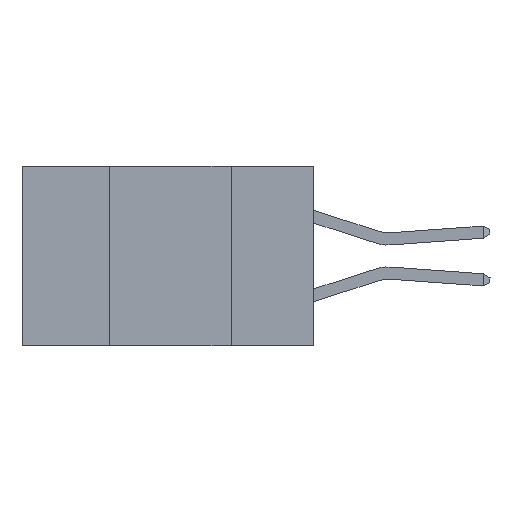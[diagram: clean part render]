
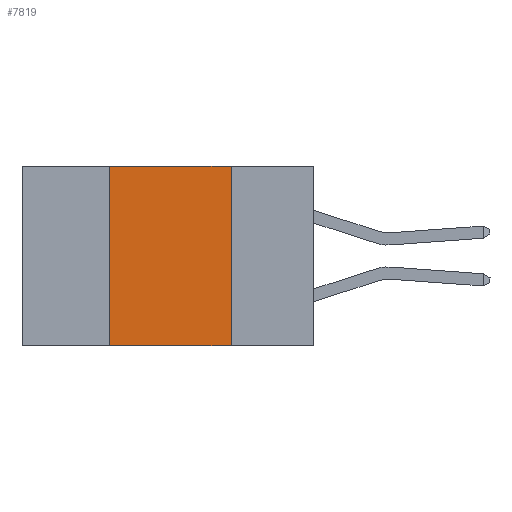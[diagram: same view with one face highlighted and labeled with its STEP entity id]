
A CAD part, left-side view. The second image highlights one B-rep face of the part: STEP entity #7819.
In plain terms, the highlighted planar face has unit normal (-1, 0, 0).
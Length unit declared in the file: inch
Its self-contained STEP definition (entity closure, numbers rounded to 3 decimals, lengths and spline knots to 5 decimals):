
#114 = AXIS2_PLACEMENT_3D ( 'NONE', #1779, #1814, #8287 ) ;
#226 = LINE ( 'NONE', #5601, #4192 ) ;
#342 = CARTESIAN_POINT ( 'NONE',  ( 0., 0.17, 0. ) ) ;
#754 = CARTESIAN_POINT ( 'NONE',  ( 0., 0.17, -0.37 ) ) ;
#1148 = DIRECTION ( 'NONE',  ( 0., 0., -1. ) ) ;
#1203 = CARTESIAN_POINT ( 'NONE',  ( 0., 0.6, -0.37 ) ) ;
#1214 = FACE_OUTER_BOUND ( 'NONE', #9367, .T. ) ;
#1263 = ORIENTED_EDGE ( 'NONE', *, *, #3248, .T. ) ;
#1486 = ORIENTED_EDGE ( 'NONE', *, *, #3558, .F. ) ;
#1676 = VERTEX_POINT ( 'NONE', #6063 ) ;
#1741 = PLANE ( 'NONE',  #114 ) ;
#1779 = CARTESIAN_POINT ( 'NONE',  ( 0., 0.6, 0. ) ) ;
#1814 = DIRECTION ( 'NONE',  ( 1., 0., 0. ) ) ;
#2480 = CARTESIAN_POINT ( 'NONE',  ( 0., 0.17, 0. ) ) ;
#2485 = DIRECTION ( 'NONE',  ( 0., 0., 1. ) ) ;
#2748 = CARTESIAN_POINT ( 'NONE',  ( 0., 0.42, -0.37 ) ) ;
#3211 = LINE ( 'NONE', #1203, #7166 ) ;
#3248 = EDGE_CURVE ( 'NONE', #7261, #8112, #3211, .T. ) ;
#3418 = ORIENTED_EDGE ( 'NONE', *, *, #9029, .F. ) ;
#3558 = EDGE_CURVE ( 'NONE', #1676, #4880, #226, .T. ) ;
#3572 = VECTOR ( 'NONE', #1148, 39.37008 ) ;
#3732 = EDGE_CURVE ( 'NONE', #4880, #8112, #5297, .T. ) ;
#4192 = VECTOR ( 'NONE', #10258, 39.37008 ) ;
#4880 = VERTEX_POINT ( 'NONE', #2480 ) ;
#5043 = LINE ( 'NONE', #7228, #5397 ) ;
#5297 = LINE ( 'NONE', #342, #3572 ) ;
#5397 = VECTOR ( 'NONE', #2485, 39.37008 ) ;
#5601 = CARTESIAN_POINT ( 'NONE',  ( 0., 0.6, 0. ) ) ;
#6063 = CARTESIAN_POINT ( 'NONE',  ( 0., 0.42, 0. ) ) ;
#6277 = ORIENTED_EDGE ( 'NONE', *, *, #3732, .F. ) ;
#7166 = VECTOR ( 'NONE', #9944, 39.37008 ) ;
#7228 = CARTESIAN_POINT ( 'NONE',  ( 0., 0.42, 0. ) ) ;
#7261 = VERTEX_POINT ( 'NONE', #2748 ) ;
#7819 = ADVANCED_FACE ( 'NONE', ( #1214 ), #1741, .F. ) ;
#8112 = VERTEX_POINT ( 'NONE', #754 ) ;
#8287 = DIRECTION ( 'NONE',  ( 0., 0., -1. ) ) ;
#9029 = EDGE_CURVE ( 'NONE', #7261, #1676, #5043, .T. ) ;
#9367 = EDGE_LOOP ( 'NONE', ( #6277, #1486, #3418, #1263 ) ) ;
#9944 = DIRECTION ( 'NONE',  ( 0., -1., 0. ) ) ;
#10258 = DIRECTION ( 'NONE',  ( 0., -1., 0. ) ) ;
